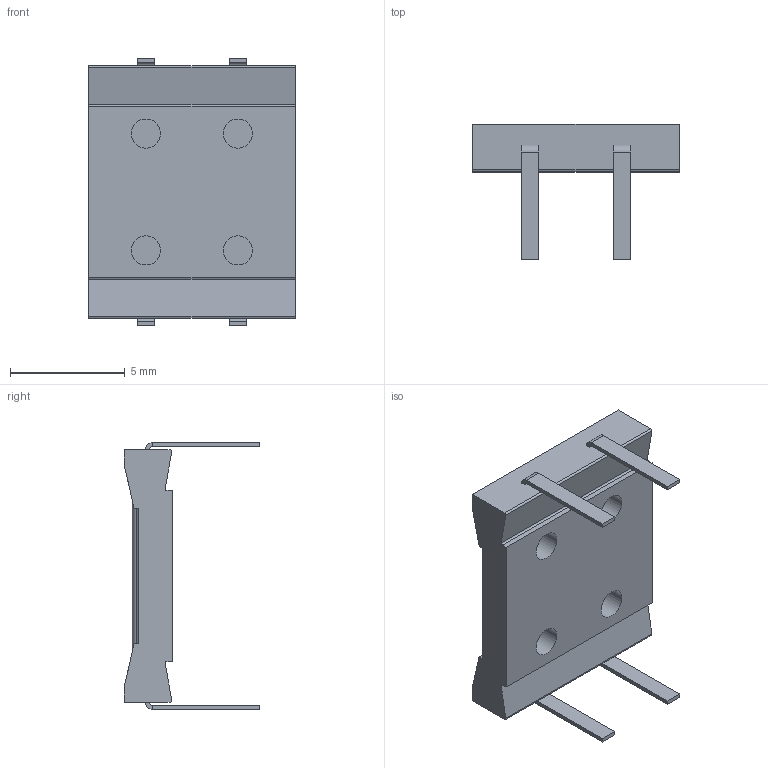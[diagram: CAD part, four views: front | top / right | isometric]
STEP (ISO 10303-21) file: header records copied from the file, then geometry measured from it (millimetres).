
FILE_DESCRIPTION((''),'2;1');
FILE_NAME('70ADH-2-FL0','2021-06-16T14:37:04',('RICKB'),('Bourns, Inc.'),'CREO PARAMETRIC BY PTC INC, 2018050','CREO PARAMETRIC BY PTC INC, 2018050','');
FILE_SCHEMA(('AUTOMOTIVE_DESIGN { 1 0 10303 214 1 1 1 1 }'));
Length unit declared in the file: inch
Products named in the file (1): 70ADH-2-FL0
Bounding box: 8.99 x 5.9 x 11.61 mm (x, y, z)
Volume: 159.8 mm3; surface area: 345.1 mm2
Topology: 1 solids, 5 shells, 124 faces, 296 edges, 192 vertices
Faces by surface type: plane 87, cylinder 37
Entity records: 4955 total; most frequent: CARTESIAN_POINT 670, DIRECTION 610, ORIENTED_EDGE 592, PRESENTATION_STYLE_ASSIGNMENT 331, STYLED_ITEM 297, CURVE_STYLE 296, EDGE_CURVE 296, AXIS2_PLACEMENT_3D 204
